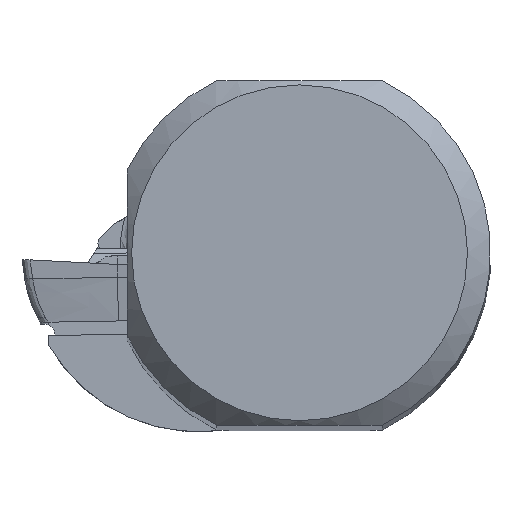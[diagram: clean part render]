
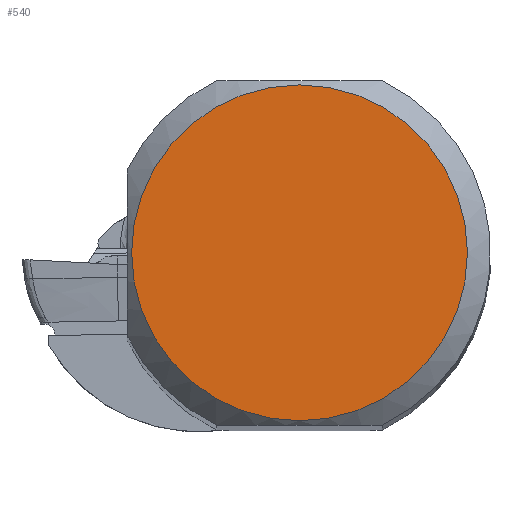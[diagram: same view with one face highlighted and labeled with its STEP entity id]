
A CAD part, top view. The second image highlights one B-rep face of the part: STEP entity #540.
In plain terms, the highlighted planar face has unit normal (0, 0, 1).
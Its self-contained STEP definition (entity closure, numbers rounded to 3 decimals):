
#540=ADVANCED_FACE('',(#716),#659,.F.);
#659=PLANE('',#2135);
#716=FACE_OUTER_BOUND('',#834,.T.);
#834=EDGE_LOOP('',(#954));
#954=ORIENTED_EDGE('',*,*,#1751,.F.);
#1560=VERTEX_POINT('',#2819);
#1751=EDGE_CURVE('',#1560,#1560,#2054,.T.);
#2054=CIRCLE('',#2134,8.775);
#2134=AXIS2_PLACEMENT_3D('',#2818,#2311,#2312);
#2135=AXIS2_PLACEMENT_3D('',#2820,#2313,#2314);
#2311=DIRECTION('',(0.,0.,-1.));
#2312=DIRECTION('',(-1.,0.,0.));
#2313=DIRECTION('',(0.,0.,-1.));
#2314=DIRECTION('',(-1.,0.,0.));
#2818=CARTESIAN_POINT('',(0.,0.,138.465));
#2819=CARTESIAN_POINT('',(-8.775,0.,138.465));
#2820=CARTESIAN_POINT('',(-8.775,0.,138.465));
